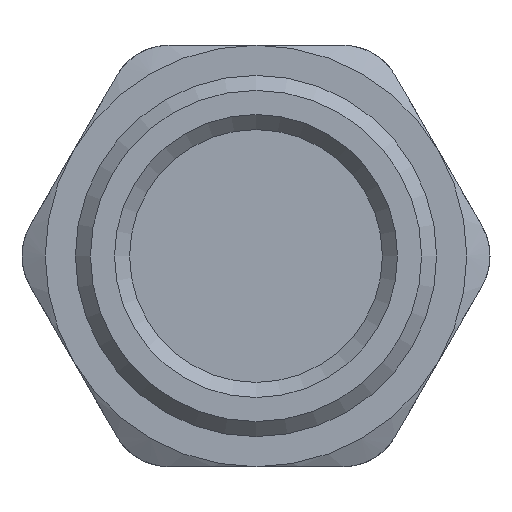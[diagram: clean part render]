
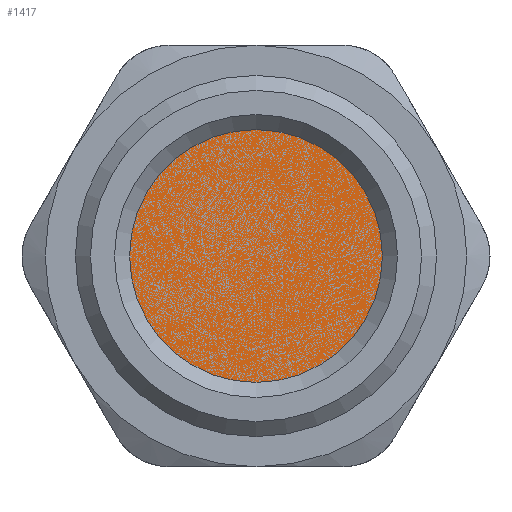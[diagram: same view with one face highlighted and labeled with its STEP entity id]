
A CAD part, front view. The second image highlights one B-rep face of the part: STEP entity #1417.
In plain terms, the highlighted planar face has unit normal (0, 1, 0).
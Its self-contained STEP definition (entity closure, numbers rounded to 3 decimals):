
#461=FACE_OUTER_BOUND('',#548,.T.);
#548=EDGE_LOOP('',(#1308));
#613=CIRCLE('',#1581,6.);
#734=VERTEX_POINT('',#2732);
#926=EDGE_CURVE('',#734,#734,#613,.T.);
#1308=ORIENTED_EDGE('',*,*,#926,.T.);
#1337=PLANE('',#1580);
#1417=ADVANCED_FACE('',(#461),#1337,.T.);
#1580=AXIS2_PLACEMENT_3D('',#2731,#1946,#1947);
#1581=AXIS2_PLACEMENT_3D('',#2733,#1948,#1949);
#1946=DIRECTION('center_axis',(0.,1.,0.));
#1947=DIRECTION('ref_axis',(0.,0.,1.));
#1948=DIRECTION('center_axis',(0.,1.,0.));
#1949=DIRECTION('ref_axis',(-1.,0.,0.));
#2731=CARTESIAN_POINT('Origin',(-9.635,-4.953,0.));
#2732=CARTESIAN_POINT('',(-15.635,-4.953,0.));
#2733=CARTESIAN_POINT('Origin',(-9.635,-4.953,0.));
